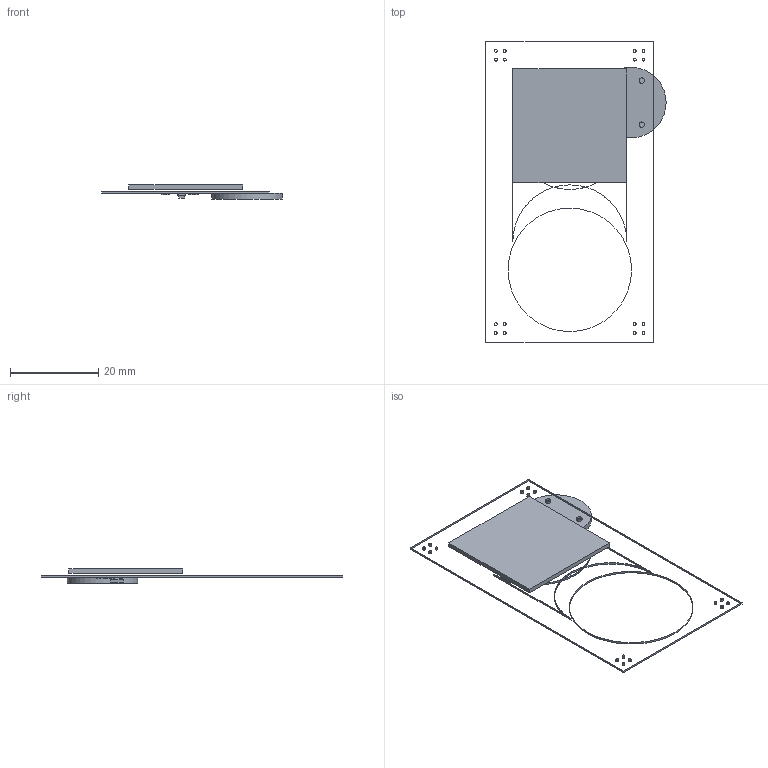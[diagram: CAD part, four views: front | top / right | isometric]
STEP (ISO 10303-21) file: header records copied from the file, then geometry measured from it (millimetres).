
FILE_DESCRIPTION(('Open CASCADE Model'),'2;1');
FILE_NAME('Open CASCADE Shape Model','2022-10-12T22:47:24',('Author'),( 'Open CASCADE'),'Open CASCADE STEP processor 6.8','Open CASCADE 6.8' ,'Unknown');
FILE_SCHEMA(('AUTOMOTIVE_DESIGN { 1 0 10303 214 1 1 1 1 }'));
Length unit declared in the file: millimetre
Products named in the file (18): PCB; Board; Open CASCADE STEP translator 6.8 1.1.1; LCD1; 6085514784; Extruded; Q1; SW3DPS-SOT-23-DEFAULT; VR1; 5981724656; Cylinder; R3; Resistor0603; R2; R1; C2; 0603_SMD_Capacitor; C1
Assembly tree (20 placements, depth 4):
  PCB
    Board
      Open CASCADE STEP translator 6.8 1.1.1
    LCD1
      6085514784
        Extruded
    Q1
      SW3DPS-SOT-23-DEFAULT
    VR1
      5981724656
        Cylinder
    R3
      Resistor0603
    R2
      Resistor0603
    R1
      Resistor0603
    C2
      0603_SMD_Capacitor
    C1
      0603_SMD_Capacitor
Bounding box: 40.87 x 68.43 x 3.18 mm (x, y, z)
Volume: 1691.7 mm3; surface area: 5853 mm2
Topology: 9 solids, 9 shells, 540 faces, 1321 edges, 784 vertices
Faces by surface type: bspline 195, plane 168, cylinder 137, sphere 40
Full cylindrical faces by diameter (mm): 0.65 x16, 0.85 x3, 1.2 x2, 16 x1, 28 x1
Entity records: 13476 total; most frequent: CARTESIAN_POINT 5813, ORIENTED_EDGE 1308, DIRECTION 1062, EDGE_CURVE 654, VERTEX_POINT 406, LINE 360, VECTOR 360, AXIS2_PLACEMENT_3D 351
